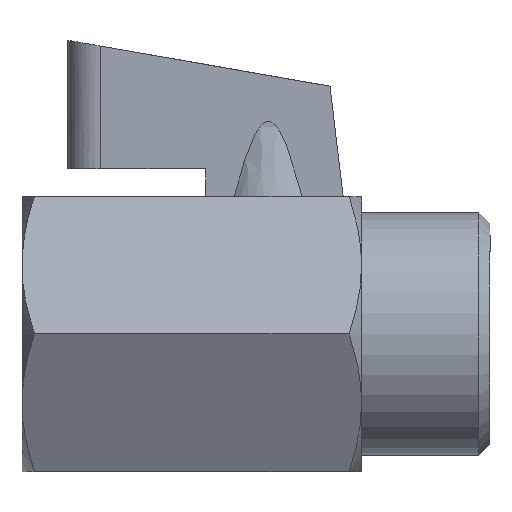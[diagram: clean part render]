
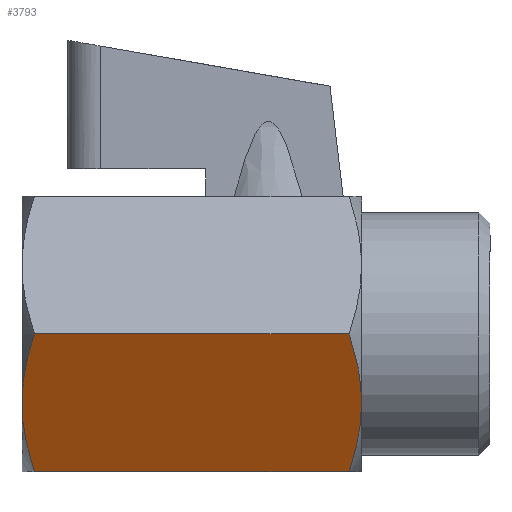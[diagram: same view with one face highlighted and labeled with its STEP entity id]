
A CAD part, front view. The second image highlights one B-rep face of the part: STEP entity #3793.
In plain terms, the highlighted face is planar.
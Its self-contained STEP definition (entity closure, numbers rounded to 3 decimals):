
#47=HYPERBOLA('',#3641,8.66,15.);
#48=HYPERBOLA('',#3643,8.66,15.);
#49=HYPERBOLA('',#3644,8.66,15.);
#50=HYPERBOLA('',#3645,8.66,15.);
#1808=VECTOR('',#3083,1.);
#1809=VECTOR('',#3096,1.);
#1898=LINE('',#3468,#1808);
#1899=LINE('',#3477,#1809);
#2176=ORIENTED_EDGE('',*,*,#2517,.F.);
#2177=ORIENTED_EDGE('',*,*,#2518,.F.);
#2178=ORIENTED_EDGE('',*,*,#2519,.F.);
#2179=ORIENTED_EDGE('',*,*,#2520,.F.);
#2180=ORIENTED_EDGE('',*,*,#2521,.F.);
#2181=ORIENTED_EDGE('',*,*,#2515,.T.);
#2342=VERTEX_POINT('',#3389);
#2358=VERTEX_POINT('',#3453);
#2361=VERTEX_POINT('',#3465);
#2362=VERTEX_POINT('',#3467);
#2363=VERTEX_POINT('',#3474);
#2364=VERTEX_POINT('',#3476);
#2515=EDGE_CURVE('',#2362,#2361,#1898,.T.);
#2517=EDGE_CURVE('',#2342,#2361,#47,.T.);
#2518=EDGE_CURVE('',#2363,#2342,#48,.T.);
#2519=EDGE_CURVE('',#2364,#2363,#1899,.T.);
#2520=EDGE_CURVE('',#2358,#2364,#49,.T.);
#2521=EDGE_CURVE('',#2362,#2358,#50,.T.);
#2617=EDGE_LOOP('',(#2176,#2177,#2178,#2179,#2180,#2181));
#2725=FACE_BOUND('',#2617,.T.);
#3083=DIRECTION('',(0.,0.,34.321));
#3090=DIRECTION('',(0.866,0.5,0.));
#3091=DIRECTION('',(0.,0.,-1.));
#3092=DIRECTION('',(0.866,0.5,0.));
#3093=DIRECTION('',(0.5,-0.866,0.));
#3094=DIRECTION('',(0.866,0.5,0.));
#3095=DIRECTION('',(0.,0.,-1.));
#3096=DIRECTION('',(0.,0.,34.321));
#3097=DIRECTION('',(0.866,0.5,0.));
#3098=DIRECTION('',(0.,0.,1.));
#3099=DIRECTION('',(0.866,0.5,0.));
#3100=DIRECTION('',(0.,0.,1.));
#3389=CARTESIAN_POINT('',(12.99,7.5,37.));
#3453=CARTESIAN_POINT('',(12.99,7.5,0.));
#3465=CARTESIAN_POINT('',(8.66,15.,35.66));
#3467=CARTESIAN_POINT('',(8.66,15.,1.34));
#3468=CARTESIAN_POINT('',(8.66,15.,1.34));
#3472=CARTESIAN_POINT('',(12.99,7.5,45.66));
#3473=CARTESIAN_POINT('',(12.99,7.5,37.));
#3474=CARTESIAN_POINT('',(17.321,0.,35.66));
#3475=CARTESIAN_POINT('',(12.99,7.5,45.66));
#3476=CARTESIAN_POINT('',(17.321,0.,1.34));
#3477=CARTESIAN_POINT('',(17.321,0.,1.34));
#3478=CARTESIAN_POINT('',(12.99,7.5,-8.66));
#3479=CARTESIAN_POINT('',(12.99,7.5,-8.66));
#3641=AXIS2_PLACEMENT_3D('',#3472,#3090,#3091);
#3642=AXIS2_PLACEMENT_3D('',#3473,#3092,#3093);
#3643=AXIS2_PLACEMENT_3D('',#3475,#3094,#3095);
#3644=AXIS2_PLACEMENT_3D('',#3478,#3097,#3098);
#3645=AXIS2_PLACEMENT_3D('',#3479,#3099,#3100);
#3723=PLANE('',#3642);
#3793=ADVANCED_FACE('',(#2725),#3723,.T.);
